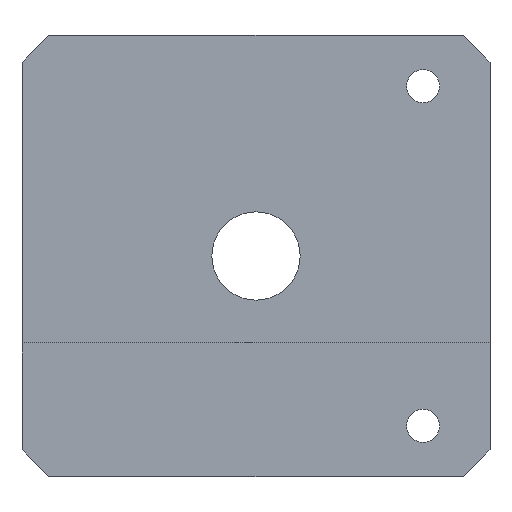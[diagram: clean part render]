
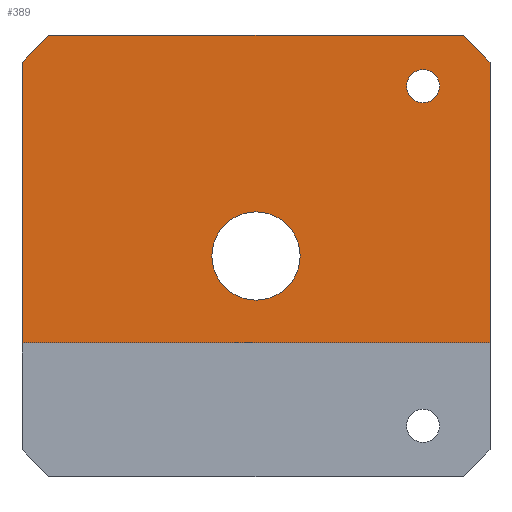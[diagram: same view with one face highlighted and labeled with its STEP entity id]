
A CAD part, front view. The second image highlights one B-rep face of the part: STEP entity #389.
In plain terms, the highlighted planar face has unit normal (0, -1, 0).
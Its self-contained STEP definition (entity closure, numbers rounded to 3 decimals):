
#106=FACE_BOUND('',#141,.T.);
#107=FACE_BOUND('',#142,.T.);
#112=CIRCLE('',#432,3.3);
#113=CIRCLE('',#433,1.23);
#121=FACE_OUTER_BOUND('',#140,.T.);
#140=EDGE_LOOP('',(#317,#318,#319,#320,#321,#322));
#141=EDGE_LOOP('',(#323));
#142=EDGE_LOOP('',(#324));
#168=LINE('',#614,#202);
#170=LINE('',#618,#204);
#172=LINE('',#622,#206);
#173=LINE('',#624,#207);
#174=LINE('',#626,#208);
#175=LINE('',#627,#209);
#202=VECTOR('',#492,10.);
#204=VECTOR('',#496,10.);
#206=VECTOR('',#500,10.);
#207=VECTOR('',#501,10.);
#208=VECTOR('',#502,10.);
#209=VECTOR('',#503,10.);
#236=VERTEX_POINT('',#611);
#237=VERTEX_POINT('',#613);
#238=VERTEX_POINT('',#617);
#239=VERTEX_POINT('',#621);
#240=VERTEX_POINT('',#623);
#241=VERTEX_POINT('',#625);
#242=VERTEX_POINT('',#628);
#243=VERTEX_POINT('',#630);
#266=EDGE_CURVE('',#236,#237,#168,.T.);
#268=EDGE_CURVE('',#237,#238,#170,.T.);
#270=EDGE_CURVE('',#239,#236,#172,.T.);
#271=EDGE_CURVE('',#239,#240,#173,.T.);
#272=EDGE_CURVE('',#241,#240,#174,.T.);
#273=EDGE_CURVE('',#238,#241,#175,.T.);
#274=EDGE_CURVE('',#242,#242,#112,.T.);
#275=EDGE_CURVE('',#243,#243,#113,.T.);
#317=ORIENTED_EDGE('',*,*,#266,.F.);
#318=ORIENTED_EDGE('',*,*,#270,.F.);
#319=ORIENTED_EDGE('',*,*,#271,.T.);
#320=ORIENTED_EDGE('',*,*,#272,.F.);
#321=ORIENTED_EDGE('',*,*,#273,.F.);
#322=ORIENTED_EDGE('',*,*,#268,.F.);
#323=ORIENTED_EDGE('',*,*,#274,.T.);
#324=ORIENTED_EDGE('',*,*,#275,.T.);
#377=PLANE('',#431);
#389=ADVANCED_FACE('',(#121,#106,#107),#377,.T.);
#431=AXIS2_PLACEMENT_3D('',#620,#498,#499);
#432=AXIS2_PLACEMENT_3D('',#629,#504,#505);
#433=AXIS2_PLACEMENT_3D('',#631,#506,#507);
#492=DIRECTION('',(0.707,0.,0.707));
#496=DIRECTION('',(1.,0.,0.));
#498=DIRECTION('center_axis',(0.,-1.,0.));
#499=DIRECTION('ref_axis',(0.,0.,-1.));
#500=DIRECTION('',(0.,0.,1.));
#501=DIRECTION('',(1.,0.,0.));
#502=DIRECTION('',(0.,0.,-1.));
#503=DIRECTION('',(0.707,0.,-0.707));
#504=DIRECTION('center_axis',(0.,1.,0.));
#505=DIRECTION('ref_axis',(1.,0.,0.));
#506=DIRECTION('center_axis',(0.,1.,0.));
#507=DIRECTION('ref_axis',(1.,0.,0.));
#611=CARTESIAN_POINT('',(-17.5,-4.95,20.5));
#613=CARTESIAN_POINT('',(-15.5,-4.95,22.5));
#614=CARTESIAN_POINT('',(-12.125,-4.95,25.875));
#617=CARTESIAN_POINT('',(15.5,-4.95,22.5));
#618=CARTESIAN_POINT('',(0.,-4.95,22.5));
#620=CARTESIAN_POINT('Origin',(0.,-4.95,22.5));
#621=CARTESIAN_POINT('',(-17.5,-4.95,-0.5));
#622=CARTESIAN_POINT('',(-17.5,-4.95,10.5));
#623=CARTESIAN_POINT('',(17.5,-4.95,-0.5));
#624=CARTESIAN_POINT('',(0.,-4.95,-0.5));
#625=CARTESIAN_POINT('',(17.5,-4.95,20.5));
#626=CARTESIAN_POINT('',(17.5,-4.95,10.5));
#627=CARTESIAN_POINT('',(12.125,-4.95,25.875));
#628=CARTESIAN_POINT('',(-3.3,-4.95,6.));
#629=CARTESIAN_POINT('Origin',(0.,-4.95,6.));
#630=CARTESIAN_POINT('',(11.271,-4.95,18.7));
#631=CARTESIAN_POINT('Origin',(12.5,-4.95,18.7));
